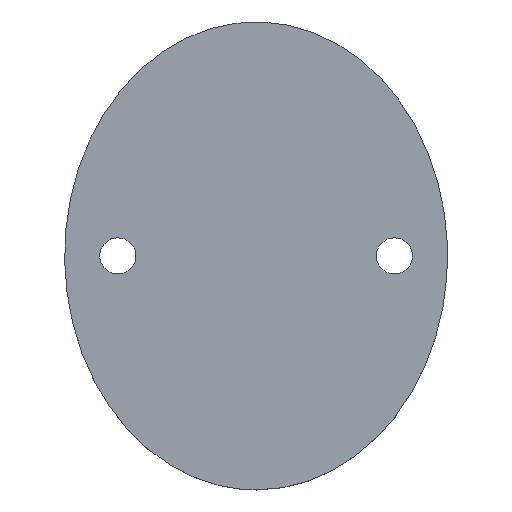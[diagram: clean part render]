
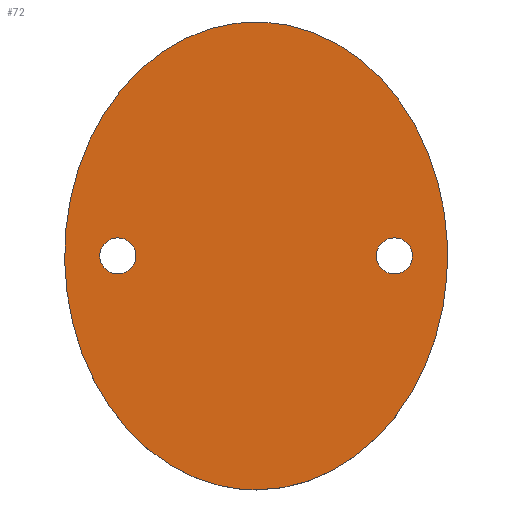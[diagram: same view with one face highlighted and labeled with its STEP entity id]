
A CAD part, top view. The second image highlights one B-rep face of the part: STEP entity #72.
In plain terms, the highlighted planar face has unit normal (0, 0, 1).
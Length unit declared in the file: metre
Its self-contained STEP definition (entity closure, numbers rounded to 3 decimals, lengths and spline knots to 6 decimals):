
#14=CIRCLE('',#92,0.00085);
#15=CIRCLE('',#93,0.00085);
#18=PLANE('',#91);
#22=ORIENTED_EDGE('',*,*,#34,.F.);
#23=ORIENTED_EDGE('',*,*,#35,.F.);
#24=ORIENTED_EDGE('',*,*,#32,.T.);
#32=EDGE_CURVE('',#38,#38,#44,.T.);
#34=EDGE_CURVE('',#40,#40,#14,.T.);
#35=EDGE_CURVE('',#41,#41,#15,.T.);
#38=VERTEX_POINT('',#161);
#40=VERTEX_POINT('',#166);
#41=VERTEX_POINT('',#168);
#44=ELLIPSE('',#89,0.011,0.009);
#48=EDGE_LOOP('',(#22));
#49=EDGE_LOOP('',(#23));
#50=EDGE_LOOP('',(#24));
#60=FACE_BOUND('',#48,.T.);
#61=FACE_BOUND('',#49,.T.);
#62=FACE_BOUND('',#50,.T.);
#72=ADVANCED_FACE('',(#60,#61,#62),#18,.T.);
#89=AXIS2_PLACEMENT_3D('',#160,#101,#102);
#91=AXIS2_PLACEMENT_3D('',#164,#105,#106);
#92=AXIS2_PLACEMENT_3D('',#165,#107,#108);
#93=AXIS2_PLACEMENT_3D('',#167,#109,#110);
#101=DIRECTION('',(0.,0.,1.));
#102=DIRECTION('',(0.,-1.,0.));
#105=DIRECTION('',(0.,0.,1.));
#106=DIRECTION('',(1.,0.,0.));
#107=DIRECTION('',(0.,0.,1.));
#108=DIRECTION('',(1.,0.,0.));
#109=DIRECTION('',(0.,0.,1.));
#110=DIRECTION('',(1.,0.,0.));
#160=CARTESIAN_POINT('',(0.,0.,0.032));
#161=CARTESIAN_POINT('',(0.,-0.011,0.032));
#164=CARTESIAN_POINT('',(0.,0.,0.032));
#165=CARTESIAN_POINT('',(0.0065,0.,0.032));
#166=CARTESIAN_POINT('',(0.00735,0.,0.032));
#167=CARTESIAN_POINT('',(-0.0065,0.,0.032));
#168=CARTESIAN_POINT('',(-0.00565,0.,0.032));
